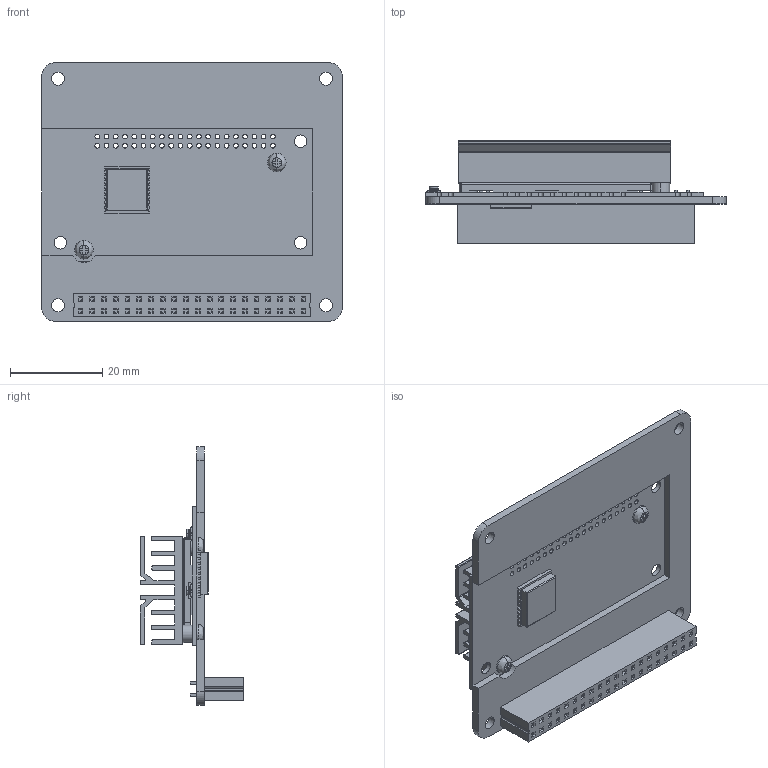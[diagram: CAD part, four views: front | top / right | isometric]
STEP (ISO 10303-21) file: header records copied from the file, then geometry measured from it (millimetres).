
FILE_DESCRIPTION((''),'2;1');
FILE_NAME('PWB-RAK2245_PI_HAT_ASM','2020-12-09T',('lina'),(''),'PRO/ENGINEER BY PARAMETRIC TECHNOLOGY CORPORATION, 2010280','PRO/ENGINEER BY PARAMETRIC TECHNOLOGY CORPORATION, 2010280','');
FILE_SCHEMA(('AUTOMOTIVE_DESIGN { 1 2 10303 214 0 1 1 1 }'));
Length unit declared in the file: millimetre
Products named in the file (10): PWB-RAK2245_PI_HAT; ST-0485; PWB-RAK2245; RAKU70580008; RAKU71420016; GB818-85_M2X4; IPEX-FEMALE; MAX-7Q; PWB-RAK2245_ASM; PWB-RAK2245_PI_HAT_ASM
Assembly tree (11 placements, depth 3):
  PWB-RAK2245_PI_HAT_ASM
    PWB-RAK2245_PI_HAT
    ST-0485
    PWB-RAK2245_ASM
      PWB-RAK2245
      RAKU70580008
      RAKU71420016
      GB818-85_M2X4  x2
      IPEX-FEMALE  x2
      MAX-7Q
Bounding box: 65 x 22.3 x 56 mm (x, y, z)
Volume: 12251.8 mm3; surface area: 21964.6 mm2
Topology: 10 solids, 10 shells, 1149 faces, 3249 edges, 2422 vertices
Faces by surface type: plane 865, cylinder 258, cone 10, sphere 8, bspline 4, torus 4
Entity records: 43659 total; most frequent: CARTESIAN_POINT 6038, DIRECTION 5978, ORIENTED_EDGE 5308, PRESENTATION_STYLE_ASSIGNMENT 2950, STYLED_ITEM 2927, CURVE_STYLE 2920, EDGE_CURVE 2654, VECTOR 2368
